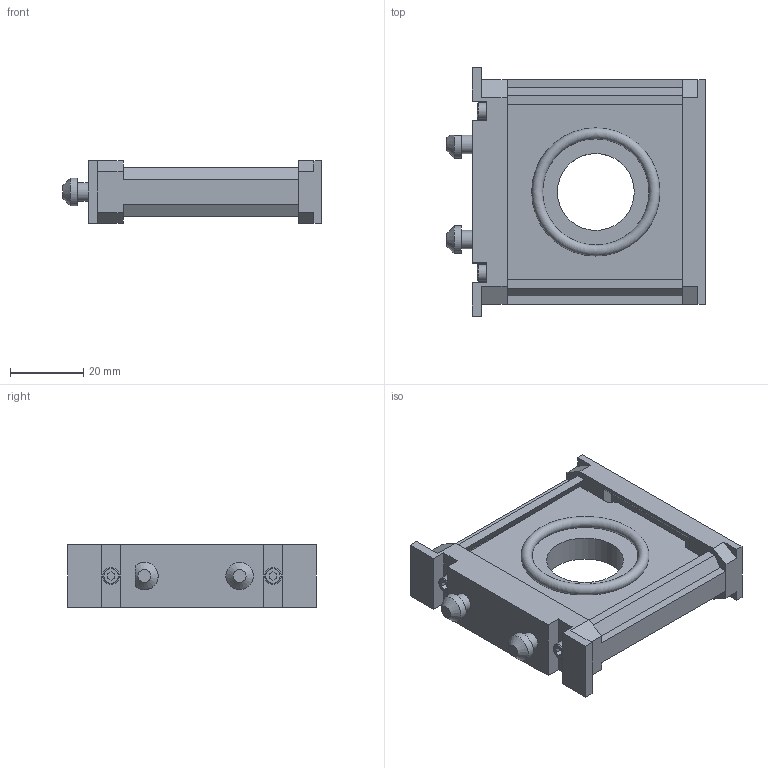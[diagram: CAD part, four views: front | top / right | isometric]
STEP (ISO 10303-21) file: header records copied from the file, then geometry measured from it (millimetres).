
FILE_DESCRIPTION(/* description */ ('STEP AP214'),/* implementation_level */ '2;1');
FILE_NAME(/* name */ '532801_MS6-MVM',/* time_stamp */ '2024-09-10T20:18:16+02:00',/* author */ ('License CC BY-ND 4.0'),/* organization */ ('CADENAS'),/* preprocessor_version */ 'ST-DEVELOPER v19.3',/* originating_system */ 'PARTsolutions',/* authorisation */ ' ');
FILE_SCHEMA (('AUTOMOTIVE_DESIGN {1 0 10303 214 3 1 1}'));
Length unit declared in the file: millimetre
Products named in the file (4): 532801 MS6-MVM; 655611 MS6-MVM---(01verb); 655909 MS6-WPM:PL---(3); 327382 B-29x3-N-NBR75
Assembly tree (4 placements, depth 2):
  532801 MS6-MVM
    655611 MS6-MVM---(01verb)
    655909 MS6-WPM:PL---(3)
    327382 B-29x3-N-NBR75  x2
Bounding box: 70.6 x 67.8 x 17 mm (x, y, z)
Volume: 34556.9 mm3; surface area: 21022.6 mm2
Topology: 4 solids, 4 shells, 200 faces, 542 edges, 357 vertices
Faces by surface type: plane 147, cylinder 33, cone 16, torus 4
Full cylindrical faces by diameter (mm): 3.242 x2, 4 x2, 4.3 x2, 4.5 x2, 5 x2, 7 x2, 7.5 x1, 8 x2, 21 x1, 27.5 x1, 34.6 x1
Entity records: 6528 total; most frequent: CARTESIAN_POINT 1098, ORIENTED_EDGE 982, DIRECTION 968, EDGE_CURVE 491, LINE 396, VECTOR 396, VERTEX_POINT 349, AXIS2_PLACEMENT_3D 286
